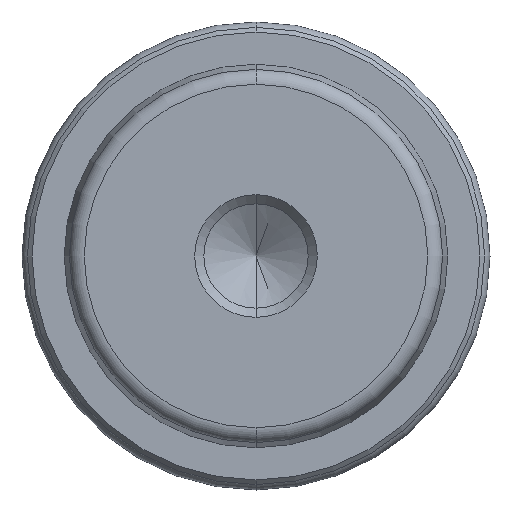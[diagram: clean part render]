
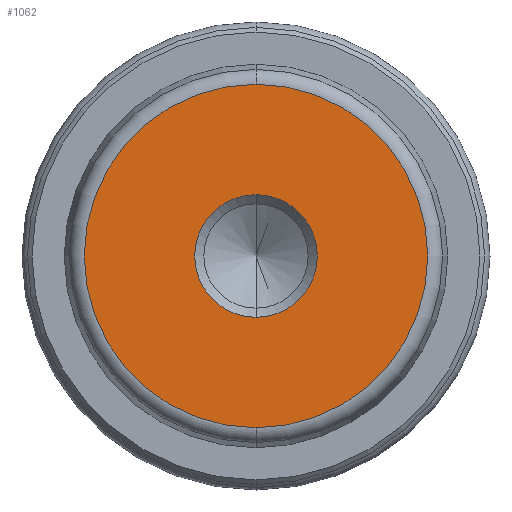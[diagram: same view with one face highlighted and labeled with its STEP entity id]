
A CAD part, front view. The second image highlights one B-rep face of the part: STEP entity #1062.
In plain terms, the highlighted planar face has unit normal (0, -1, 0).
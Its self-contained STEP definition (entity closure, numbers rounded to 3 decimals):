
#53 = CIRCLE ( 'NONE', #1308, 4. ) ;
#99 = CARTESIAN_POINT ( 'NONE',  ( 0., 0., 4. ) ) ;
#141 = ORIENTED_EDGE ( 'NONE', *, *, #1157, .F. ) ;
#158 = CARTESIAN_POINT ( 'NONE',  ( 4., 0., 0. ) ) ;
#244 = EDGE_CURVE ( 'NONE', #278, #1456, #978, .T. ) ;
#274 = PLANE ( 'NONE',  #463 ) ;
#278 = VERTEX_POINT ( 'NONE', #406 ) ;
#283 = DIRECTION ( 'NONE',  ( 0., 0., -1. ) ) ;
#291 = EDGE_CURVE ( 'NONE', #1456, #278, #1014, .T. ) ;
#327 = VERTEX_POINT ( 'NONE', #99 ) ;
#375 = EDGE_LOOP ( 'NONE', ( #854, #141 ) ) ;
#395 = ORIENTED_EDGE ( 'NONE', *, *, #244, .T. ) ;
#399 = DIRECTION ( 'NONE',  ( 0., 0., -1. ) ) ;
#406 = CARTESIAN_POINT ( 'NONE',  ( 0., 0., 11.197 ) ) ;
#436 = DIRECTION ( 'NONE',  ( 0., 0., -1. ) ) ;
#463 = AXIS2_PLACEMENT_3D ( 'NONE', #158, #1198, #536 ) ;
#481 = AXIS2_PLACEMENT_3D ( 'NONE', #622, #719, #606 ) ;
#536 = DIRECTION ( 'NONE',  ( 0., 0., -1. ) ) ;
#559 = DIRECTION ( 'NONE',  ( 0., -1., 0. ) ) ;
#568 = FACE_BOUND ( 'NONE', #375, .T. ) ;
#570 = AXIS2_PLACEMENT_3D ( 'NONE', #1222, #1451, #399 ) ;
#573 = CARTESIAN_POINT ( 'NONE',  ( 0., 0., -4. ) ) ;
#606 = DIRECTION ( 'NONE',  ( 0., 0., -1. ) ) ;
#622 = CARTESIAN_POINT ( 'NONE',  ( 0., 0., 0. ) ) ;
#668 = FACE_OUTER_BOUND ( 'NONE', #815, .T. ) ;
#719 = DIRECTION ( 'NONE',  ( 0., -1., 0. ) ) ;
#721 = VERTEX_POINT ( 'NONE', #573 ) ;
#729 = CARTESIAN_POINT ( 'NONE',  ( 0., 0., 0. ) ) ;
#815 = EDGE_LOOP ( 'NONE', ( #1271, #395 ) ) ;
#854 = ORIENTED_EDGE ( 'NONE', *, *, #1350, .F. ) ;
#864 = CARTESIAN_POINT ( 'NONE',  ( 0., 0., -11.197 ) ) ;
#905 = DIRECTION ( 'NONE',  ( 0., -1., 0. ) ) ;
#978 = CIRCLE ( 'NONE', #570, 11.197 ) ;
#1013 = CARTESIAN_POINT ( 'NONE',  ( 0., 0., 0. ) ) ;
#1014 = CIRCLE ( 'NONE', #1097, 11.197 ) ;
#1062 = ADVANCED_FACE ( 'NONE', ( #668, #568 ), #274, .T. ) ;
#1082 = CIRCLE ( 'NONE', #481, 4. ) ;
#1097 = AXIS2_PLACEMENT_3D ( 'NONE', #729, #905, #436 ) ;
#1157 = EDGE_CURVE ( 'NONE', #327, #721, #53, .T. ) ;
#1198 = DIRECTION ( 'NONE',  ( 0., -1., 0. ) ) ;
#1222 = CARTESIAN_POINT ( 'NONE',  ( 0., 0., 0. ) ) ;
#1271 = ORIENTED_EDGE ( 'NONE', *, *, #291, .T. ) ;
#1308 = AXIS2_PLACEMENT_3D ( 'NONE', #1013, #559, #283 ) ;
#1350 = EDGE_CURVE ( 'NONE', #721, #327, #1082, .T. ) ;
#1451 = DIRECTION ( 'NONE',  ( 0., -1., 0. ) ) ;
#1456 = VERTEX_POINT ( 'NONE', #864 ) ;
